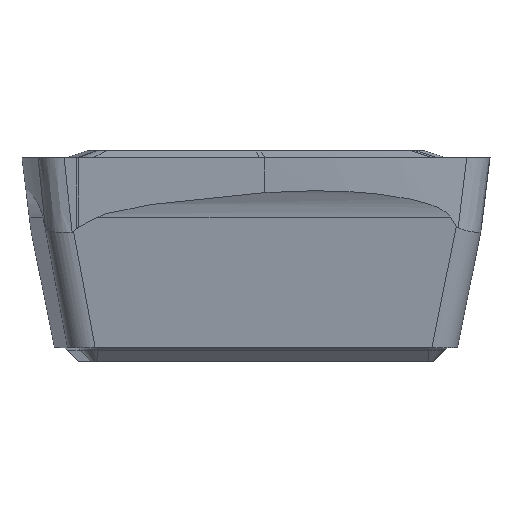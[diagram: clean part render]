
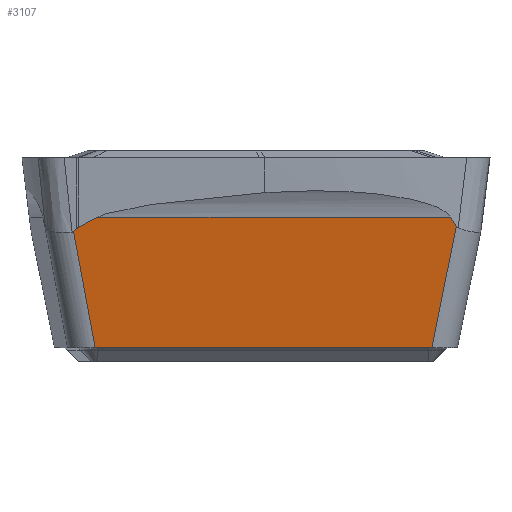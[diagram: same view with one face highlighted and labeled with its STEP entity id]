
A CAD part, left-side view. The second image highlights one B-rep face of the part: STEP entity #3107.
In plain terms, the highlighted planar face has unit normal (-0.981, -0.038, -0.191).
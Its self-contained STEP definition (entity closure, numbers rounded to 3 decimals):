
#370=DIRECTION('',(0.038,-0.999,0.));
#371=VECTOR('',#370,9.935);
#372=CARTESIAN_POINT('',(-5.939,4.743,-5.6));
#373=LINE('',#372,#371);
#509=DIRECTION('',(-0.194,0.18,0.964));
#510=VECTOR('',#509,3.547);
#511=CARTESIAN_POINT('',(-5.939,4.743,-5.6));
#512=LINE('',#511,#510);
#516=DIRECTION('',(0.18,0.194,-0.964));
#517=VECTOR('',#516,3.711);
#518=CARTESIAN_POINT('',(-6.226,-5.906,
-2.022));
#519=LINE('',#518,#517);
#595=CARTESIAN_POINT('',(-6.226,-5.906,
-2.022));
#596=CARTESIAN_POINT('',(-6.233,-5.887,
-1.992));
#597=CARTESIAN_POINT('',(-6.246,-5.849,
-1.931));
#598=CARTESIAN_POINT('',(-6.266,-5.792,
-1.84));
#599=CARTESIAN_POINT('',(-6.279,-5.753,
-1.78));
#600=CARTESIAN_POINT('',(-6.286,-5.734,
-1.75));
#1227=DIRECTION('',(0.101,0.739,-0.666));
#1228=VECTOR('',#1227,0.134);
#1229=CARTESIAN_POINT('',(-6.643,5.283,
-2.09));
#1230=LINE('',#1229,#1228);
#1249=CARTESIAN_POINT('',(-6.648,5.231,
-2.053));
#1250=CARTESIAN_POINT('',(-6.647,5.25,
-2.063));
#1251=CARTESIAN_POINT('',(-6.645,5.267,
-2.076));
#1252=CARTESIAN_POINT('',(-6.643,5.283,
-2.09));
#1264=DIRECTION('',(0.058,0.88,-0.471));
#1265=VECTOR('',#1264,0.643);
#1266=CARTESIAN_POINT('',(-6.685,4.665,
-1.75));
#1267=LINE('',#1266,#1265);
#1307=DIRECTION('',(-0.038,0.999,0.));
#1308=VECTOR('',#1307,10.406);
#1309=CARTESIAN_POINT('',(-6.286,-5.734,
-1.75));
#1310=LINE('',#1309,#1308);
#2144=CARTESIAN_POINT('',(-5.939,4.743,-5.6));
#2145=CARTESIAN_POINT('',(-5.558,-5.185,-5.6));
#2146=VERTEX_POINT('',#2144);
#2147=VERTEX_POINT('',#2145);
#2157=CARTESIAN_POINT('',(-6.629,5.382,
-2.179));
#2158=VERTEX_POINT('',#2157);
#2159=CARTESIAN_POINT('',(-6.643,5.283,
-2.09));
#2160=VERTEX_POINT('',#2159);
#2161=VERTEX_POINT('',#1249);
#2162=CARTESIAN_POINT('',(-6.685,4.665,
-1.75));
#2163=VERTEX_POINT('',#2162);
#2164=CARTESIAN_POINT('',(-6.286,-5.734,
-1.75));
#2165=VERTEX_POINT('',#2164);
#2166=VERTEX_POINT('',#595);
#3085=CARTESIAN_POINT('',(-6.122,-0.25,
-3.675));
#3086=DIRECTION('',(0.981,0.038,0.191));
#3087=DIRECTION('',(-0.191,-0.007,0.982));
#3088=AXIS2_PLACEMENT_3D('',#3085,#3086,#3087);
#3089=PLANE('',#3088);
#3090=ORIENTED_EDGE('',*,*,#3056,.F.);
#3092=ORIENTED_EDGE('',*,*,#3091,.T.);
#3094=ORIENTED_EDGE('',*,*,#3093,.F.);
#3096=ORIENTED_EDGE('',*,*,#3095,.F.);
#3098=ORIENTED_EDGE('',*,*,#3097,.F.);
#3100=ORIENTED_EDGE('',*,*,#3099,.F.);
#3102=ORIENTED_EDGE('',*,*,#3101,.F.);
#3104=ORIENTED_EDGE('',*,*,#3103,.T.);
#3105=EDGE_LOOP('',(#3090,#3092,#3094,#3096,#3098,#3100,#3102,#3104));
#3106=FACE_OUTER_BOUND('',#3105,.F.);
#601=B_SPLINE_CURVE_WITH_KNOTS('',3,(#595,#596,#597,#598,#599,#600),
.UNSPECIFIED.,.F.,.F.,(4,1,1,4),(0.,0.333,0.667,1.),
.UNSPECIFIED.);
#1253=B_SPLINE_CURVE_WITH_KNOTS('',3,(#1249,#1250,#1251,#1252),.UNSPECIFIED.,
.F.,.F.,(4,4),(0.,1.),.UNSPECIFIED.);
#3056=EDGE_CURVE('',#2146,#2147,#373,.T.);
#3091=EDGE_CURVE('',#2146,#2158,#512,.T.);
#3093=EDGE_CURVE('',#2160,#2158,#1230,.T.);
#3095=EDGE_CURVE('',#2161,#2160,#1253,.T.);
#3097=EDGE_CURVE('',#2163,#2161,#1267,.T.);
#3099=EDGE_CURVE('',#2165,#2163,#1310,.T.);
#3101=EDGE_CURVE('',#2166,#2165,#601,.T.);
#3103=EDGE_CURVE('',#2166,#2147,#519,.T.);
#3107=ADVANCED_FACE('',(#3106),#3089,.F.);
